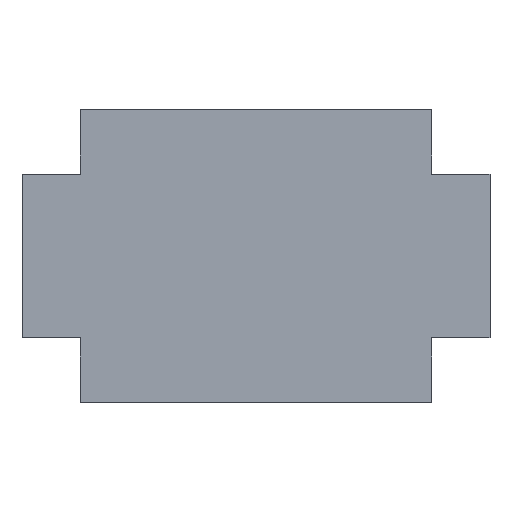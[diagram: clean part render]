
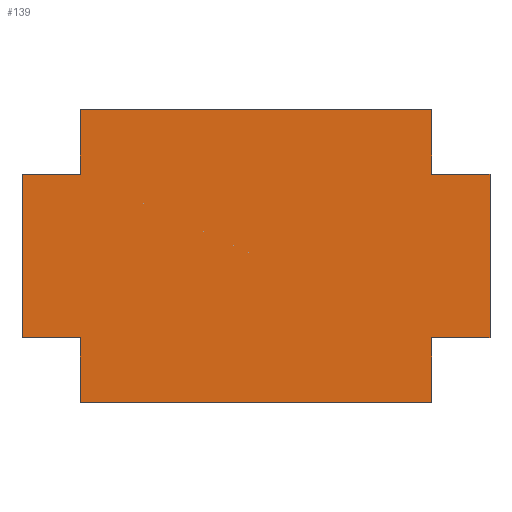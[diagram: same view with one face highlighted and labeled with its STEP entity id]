
A CAD part, front view. The second image highlights one B-rep face of the part: STEP entity #139.
In plain terms, the highlighted planar face has unit normal (0, -1, 0).
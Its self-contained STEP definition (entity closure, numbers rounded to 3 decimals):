
#139=ADVANCED_FACE('',(#344),#345,.F.);
#165=VERTEX_POINT('',#374);
#171=VERTEX_POINT('',#380);
#173=EDGE_CURVE('',#165,#171,#382,.T.);
#207=VERTEX_POINT('',#416);
#211=VERTEX_POINT('',#420);
#215=EDGE_CURVE('',#211,#207,#424,.T.);
#217=VERTEX_POINT('',#426);
#221=VERTEX_POINT('',#430);
#223=EDGE_CURVE('',#217,#221,#432,.T.);
#227=VERTEX_POINT('',#436);
#231=VERTEX_POINT('',#440);
#235=EDGE_CURVE('',#231,#227,#444,.T.);
#237=EDGE_CURVE('',#231,#221,#446,.T.);
#239=EDGE_CURVE('',#171,#211,#448,.T.);
#241=VERTEX_POINT('',#450);
#243=EDGE_CURVE('',#207,#241,#452,.T.);
#253=VERTEX_POINT('',#462);
#257=EDGE_CURVE('',#253,#165,#466,.T.);
#263=VERTEX_POINT('',#472);
#267=EDGE_CURVE('',#263,#253,#476,.T.);
#269=VERTEX_POINT('',#478);
#271=EDGE_CURVE('',#241,#269,#480,.T.);
#279=EDGE_CURVE('',#263,#227,#488,.T.);
#281=EDGE_CURVE('',#217,#269,#490,.T.);
#344=FACE_OUTER_BOUND('',#543,.T.);
#345=PLANE('',#544);
#374=CARTESIAN_POINT('',(1.5,0.0,0.7));
#380=CARTESIAN_POINT('',(2.0,0.0,0.7));
#382=LINE('',#592,#593);
#416=CARTESIAN_POINT('',(1.5,0.0,-0.7));
#420=CARTESIAN_POINT('',(2.0,0.0,-0.7));
#424=LINE('',#658,#659);
#426=CARTESIAN_POINT('',(-1.5,0.0,-0.7));
#430=CARTESIAN_POINT('',(-2.0,0.0,-0.7));
#432=LINE('',#670,#671);
#436=CARTESIAN_POINT('',(-1.5,0.0,0.7));
#440=CARTESIAN_POINT('',(-2.0,0.0,0.7));
#444=LINE('',#690,#691);
#446=LINE('',#694,#695);
#448=LINE('',#698,#699);
#450=CARTESIAN_POINT('',(1.5,0.0,-1.25));
#452=LINE('',#704,#705);
#462=CARTESIAN_POINT('',(1.5,0.0,1.25));
#466=LINE('',#726,#727);
#472=CARTESIAN_POINT('',(-1.5,0.0,1.25));
#476=LINE('',#742,#743);
#478=CARTESIAN_POINT('',(-1.5,0.0,-1.25));
#480=LINE('',#748,#749);
#488=LINE('',#762,#763);
#490=LINE('',#766,#767);
#543=EDGE_LOOP('',(#888,#889,#890,#891,#892,#893,#894,#895,#896,#897,#898,#899));
#544=AXIS2_PLACEMENT_3D('',#900,#901,#902);
#592=CARTESIAN_POINT('',(0.0,0.0,0.7));
#593=VECTOR('',#940,1.0);
#658=CARTESIAN_POINT('',(0.0,0.0,-0.7));
#659=VECTOR('',#952,1.0);
#670=CARTESIAN_POINT('',(0.0,0.0,-0.7));
#671=VECTOR('',#954,1.0);
#690=CARTESIAN_POINT('',(0.0,0.0,0.7));
#691=VECTOR('',#958,1.0);
#694=CARTESIAN_POINT('',(-2.0,0.0,0.0));
#695=VECTOR('',#959,1.0);
#698=CARTESIAN_POINT('',(2.0,0.0,0.0));
#699=VECTOR('',#960,1.0);
#704=CARTESIAN_POINT('',(1.5,0.0,0.0));
#705=VECTOR('',#961,1.0);
#726=CARTESIAN_POINT('',(1.5,0.0,0.0));
#727=VECTOR('',#965,1.0);
#742=CARTESIAN_POINT('',(0.0,0.0,1.25));
#743=VECTOR('',#968,1.0);
#748=CARTESIAN_POINT('',(0.0,0.0,-1.25));
#749=VECTOR('',#969,1.0);
#762=CARTESIAN_POINT('',(-1.5,0.0,0.0));
#763=VECTOR('',#972,1.0);
#766=CARTESIAN_POINT('',(-1.5,0.0,0.0));
#767=VECTOR('',#973,1.0);
#888=ORIENTED_EDGE('',*,*,#257,.F.);
#889=ORIENTED_EDGE('',*,*,#267,.F.);
#890=ORIENTED_EDGE('',*,*,#279,.T.);
#891=ORIENTED_EDGE('',*,*,#235,.F.);
#892=ORIENTED_EDGE('',*,*,#237,.T.);
#893=ORIENTED_EDGE('',*,*,#223,.F.);
#894=ORIENTED_EDGE('',*,*,#281,.T.);
#895=ORIENTED_EDGE('',*,*,#271,.F.);
#896=ORIENTED_EDGE('',*,*,#243,.F.);
#897=ORIENTED_EDGE('',*,*,#215,.F.);
#898=ORIENTED_EDGE('',*,*,#239,.F.);
#899=ORIENTED_EDGE('',*,*,#173,.F.);
#900=CARTESIAN_POINT('',(0.0,0.0,0.0));
#901=DIRECTION('',(0.0,1.0,0.0));
#902=DIRECTION('',(1.0,0.0,-0.0));
#940=DIRECTION('',(1.0,0.0,0.0));
#952=DIRECTION('',(-1.0,0.0,0.0));
#954=DIRECTION('',(-1.0,0.0,0.0));
#958=DIRECTION('',(1.0,0.0,0.0));
#959=DIRECTION('',(0.0,0.0,-1.0));
#960=DIRECTION('',(0.0,0.0,-1.0));
#961=DIRECTION('',(0.0,0.0,-1.0));
#965=DIRECTION('',(0.0,0.0,-1.0));
#968=DIRECTION('',(1.0,0.0,0.0));
#969=DIRECTION('',(-1.0,0.0,0.0));
#972=DIRECTION('',(0.0,0.0,-1.0));
#973=DIRECTION('',(0.0,0.0,-1.0));
